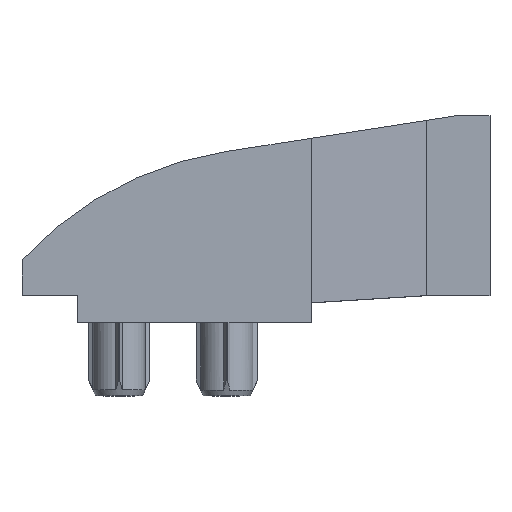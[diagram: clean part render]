
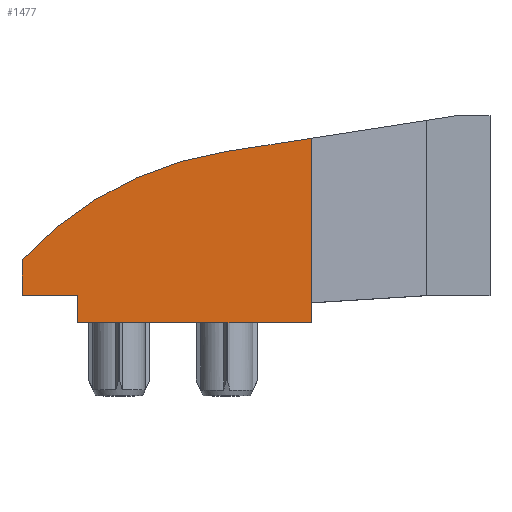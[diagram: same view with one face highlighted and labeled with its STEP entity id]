
A CAD part, top view. The second image highlights one B-rep face of the part: STEP entity #1477.
In plain terms, the highlighted planar face has unit normal (0, 0, 1).
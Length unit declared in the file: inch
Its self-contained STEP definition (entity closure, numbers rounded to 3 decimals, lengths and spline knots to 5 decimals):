
#13 = PLANE ( 'NONE',  #1403 ) ;
#21 = CARTESIAN_POINT ( 'NONE',  ( 0., 0., 0.065 ) ) ;
#29 = VECTOR ( 'NONE', #523, 39.37008 ) ;
#41 = ORIENTED_EDGE ( 'NONE', *, *, #1735, .T. ) ;
#47 = EDGE_CURVE ( 'NONE', #1726, #1550, #1574, .T. ) ;
#53 = VECTOR ( 'NONE', #795, 39.37008 ) ;
#100 = VECTOR ( 'NONE', #1006, 39.37008 ) ;
#126 = CARTESIAN_POINT ( 'NONE',  ( 0., 0.03417, 0.065 ) ) ;
#150 = VECTOR ( 'NONE', #1434, 39.37008 ) ;
#218 = ORIENTED_EDGE ( 'NONE', *, *, #873, .F. ) ;
#279 = CARTESIAN_POINT ( 'NONE',  ( -0.04784, 0.30792, 0.065 ) ) ;
#295 = EDGE_CURVE ( 'NONE', #1401, #1321, #1096, .T. ) ;
#312 = CARTESIAN_POINT ( 'NONE',  ( -0.14442, 0.29291, 0.065 ) ) ;
#321 = VECTOR ( 'NONE', #1796, 39.37008 ) ;
#324 = DIRECTION ( 'NONE',  ( 0., 0., 1. ) ) ;
#342 = VECTOR ( 'NONE', #671, 39.37008 ) ;
#378 = CARTESIAN_POINT ( 'NONE',  ( -0.49442, 0., 0.065 ) ) ;
#388 = ORIENTED_EDGE ( 'NONE', *, *, #295, .T. ) ;
#392 = DIRECTION ( 'NONE',  ( 0., 0., 1. ) ) ;
#474 = FACE_OUTER_BOUND ( 'NONE', #1223, .T. ) ;
#487 = VECTOR ( 'NONE', #1775, 39.37008 ) ;
#523 = DIRECTION ( 'NONE',  ( 0., -1., 0. ) ) ;
#546 = EDGE_CURVE ( 'NONE', #1650, #1726, #1188, .T. ) ;
#590 = CARTESIAN_POINT ( 'NONE',  ( 0., 0., 0.065 ) ) ;
#597 = CARTESIAN_POINT ( 'NONE',  ( -0.39941, -0.00001, 0.065 ) ) ;
#628 = ORIENTED_EDGE ( 'NONE', *, *, #1173, .F. ) ;
#642 = CARTESIAN_POINT ( 'NONE',  ( -0.39941, -0.00001, 0.065 ) ) ;
#671 = DIRECTION ( 'NONE',  ( 0., 1., 0. ) ) ;
#702 = EDGE_CURVE ( 'NONE', #1550, #770, #933, .T. ) ;
#722 = CARTESIAN_POINT ( 'NONE',  ( -0.49442, 0.1077, 0.065 ) ) ;
#770 = VERTEX_POINT ( 'NONE', #597 ) ;
#781 = CARTESIAN_POINT ( 'NONE',  ( 0., 0., 0.065 ) ) ;
#784 = LINE ( 'NONE', #378, #342 ) ;
#785 = CARTESIAN_POINT ( 'NONE',  ( 0., 0., 0.065 ) ) ;
#795 = DIRECTION ( 'NONE',  ( 0., 1., 0. ) ) ;
#826 = CARTESIAN_POINT ( 'NONE',  ( 0., 0., 0.065 ) ) ;
#873 = EDGE_CURVE ( 'NONE', #1788, #1321, #784, .T. ) ;
#917 = ORIENTED_EDGE ( 'NONE', *, *, #546, .F. ) ;
#933 = LINE ( 'NONE', #590, #150 ) ;
#934 = LINE ( 'NONE', #279, #100 ) ;
#1006 = DIRECTION ( 'NONE',  ( -0.988, -0.154, 0. ) ) ;
#1087 = CARTESIAN_POINT ( 'NONE',  ( 0., 0.04699, 0.065 ) ) ;
#1088 = EDGE_CURVE ( 'NONE', #770, #1138, #1544, .T. ) ;
#1096 = CIRCLE ( 'NONE', #1569, 0.60134 ) ;
#1136 = LINE ( 'NONE', #1087, #321 ) ;
#1138 = VERTEX_POINT ( 'NONE', #1786 ) ;
#1173 = EDGE_CURVE ( 'NONE', #1138, #1788, #1136, .T. ) ;
#1188 = LINE ( 'NONE', #826, #29 ) ;
#1223 = EDGE_LOOP ( 'NONE', ( #917, #41, #388, #218, #628, #1232, #1383, #1416 ) ) ;
#1232 = ORIENTED_EDGE ( 'NONE', *, *, #1088, .F. ) ;
#1246 = CARTESIAN_POINT ( 'NONE',  ( -0.05384, -0.30156, 0.065 ) ) ;
#1293 = CARTESIAN_POINT ( 'NONE',  ( -0.49442, 0.04699, 0.065 ) ) ;
#1321 = VERTEX_POINT ( 'NONE', #722 ) ;
#1324 = DIRECTION ( 'NONE',  ( 1., 0., 0. ) ) ;
#1383 = ORIENTED_EDGE ( 'NONE', *, *, #702, .F. ) ;
#1393 = DIRECTION ( 'NONE',  ( 1., 0., 0. ) ) ;
#1401 = VERTEX_POINT ( 'NONE', #312 ) ;
#1403 = AXIS2_PLACEMENT_3D ( 'NONE', #21, #324, #1324 ) ;
#1416 = ORIENTED_EDGE ( 'NONE', *, *, #47, .F. ) ;
#1434 = DIRECTION ( 'NONE',  ( -1., 0., 0. ) ) ;
#1477 = ADVANCED_FACE ( 'NONE', ( #474 ), #13, .T. ) ;
#1535 = CARTESIAN_POINT ( 'NONE',  ( 0., 0.31535, 0.065 ) ) ;
#1544 = LINE ( 'NONE', #642, #53 ) ;
#1550 = VERTEX_POINT ( 'NONE', #781 ) ;
#1569 = AXIS2_PLACEMENT_3D ( 'NONE', #1246, #392, #1393 ) ;
#1574 = LINE ( 'NONE', #785, #487 ) ;
#1650 = VERTEX_POINT ( 'NONE', #1535 ) ;
#1726 = VERTEX_POINT ( 'NONE', #126 ) ;
#1735 = EDGE_CURVE ( 'NONE', #1650, #1401, #934, .T. ) ;
#1775 = DIRECTION ( 'NONE',  ( 0., -1., 0. ) ) ;
#1786 = CARTESIAN_POINT ( 'NONE',  ( -0.39942, 0.04699, 0.065 ) ) ;
#1788 = VERTEX_POINT ( 'NONE', #1293 ) ;
#1796 = DIRECTION ( 'NONE',  ( -1., 0., 0. ) ) ;
